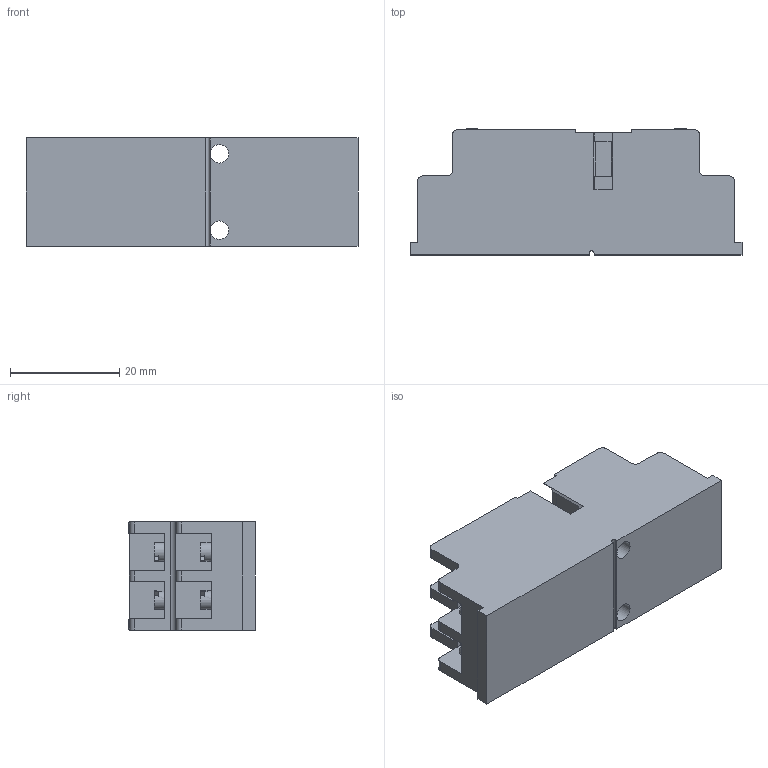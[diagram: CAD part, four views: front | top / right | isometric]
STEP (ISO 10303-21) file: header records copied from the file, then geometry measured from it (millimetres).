
FILE_DESCRIPTION((''),'2;1');
FILE_NAME('V10 voet.stp','2006-12-07T15:17:17',('Administrator'),(''),'Autodesk Inventor 11','Autodesk Inventor 11','');
FILE_SCHEMA(('AUTOMOTIVE_DESIGN { 1 0 10303 214 1 1 1 1 }'));
Length unit declared in the file: millimetre
Products named in the file (1): V10 voet
Bounding box: 60.8 x 23.1 x 19.8 mm (x, y, z)
Volume: 21034.1 mm3; surface area: 7244.8 mm2
Topology: 1 solids, 1 shells, 387 faces, 1071 edges, 710 vertices
Faces by surface type: plane 258, bspline 110, cylinder 19
Full cylindrical faces by diameter (mm): 3.4 x4
Entity records: 12912 total; most frequent: CARTESIAN_POINT 3677, ORIENTED_EDGE 2106, DIRECTION 1515, EDGE_CURVE 1053, VECTOR 811, LINE 811, VERTEX_POINT 700, EDGE_LOOP 425
